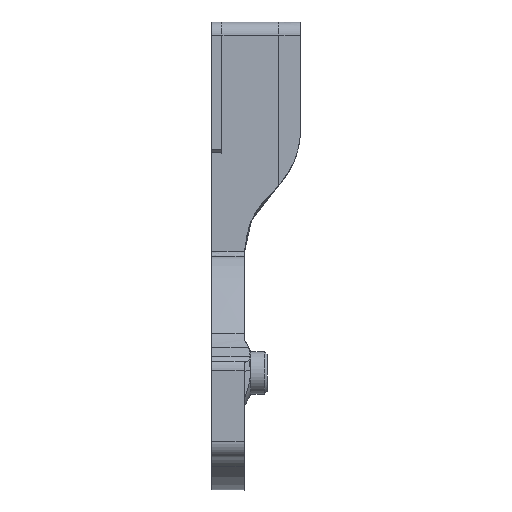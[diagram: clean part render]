
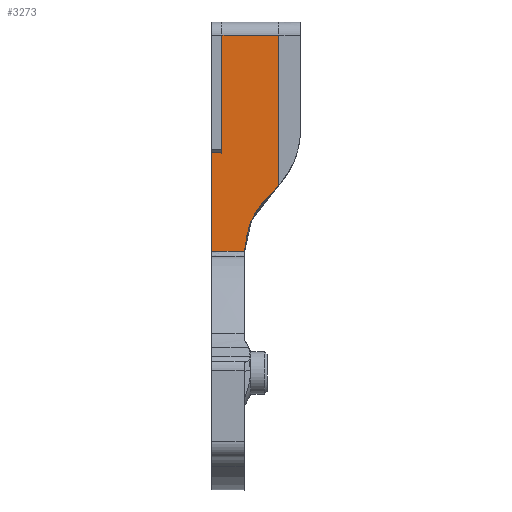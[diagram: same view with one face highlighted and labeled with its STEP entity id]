
A CAD part, front view. The second image highlights one B-rep face of the part: STEP entity #3273.
In plain terms, the highlighted planar face has unit normal (0, -1, 0).
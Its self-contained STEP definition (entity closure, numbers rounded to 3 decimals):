
#314=LINE('',#4841,#596);
#315=LINE('',#4843,#597);
#316=LINE('',#4845,#598);
#317=LINE('',#4847,#599);
#318=LINE('',#4848,#600);
#596=VECTOR('',#3807,10.);
#597=VECTOR('',#3808,10.);
#598=VECTOR('',#3809,10.);
#599=VECTOR('',#3810,10.);
#600=VECTOR('',#3811,10.);
#878=(
BOUNDED_CURVE()
B_SPLINE_CURVE(5,(#4829,#4830,#4831,#4832,#4833,#4834,#4835,#4836,#4837,
#4838,#4839),.UNSPECIFIED.,.F.,.F.)
B_SPLINE_CURVE_WITH_KNOTS((6,1,1,1,1,1,6),(0.014,0.067,
0.133,0.2,0.267,0.333,0.397),
 .UNSPECIFIED.)
CURVE()
GEOMETRIC_REPRESENTATION_ITEM()
RATIONAL_B_SPLINE_CURVE((1.,1.,1.,1.,1.,1.,1.,1.,1.,1.,1.))
REPRESENTATION_ITEM('')
);
#895=PLANE('',#3468);
#975=FACE_OUTER_BOUND('',#1156,.T.);
#1156=EDGE_LOOP('',(#2255,#2256,#2257,#2258,#2259,#2260,#2261));
#1371=B_SPLINE_CURVE_WITH_KNOTS('',3,(#4806,#4807,#4808,#4809),
 .UNSPECIFIED.,.F.,.F.,(4,4),(-0.005,0.5),
 .UNSPECIFIED.);
#1409=VERTEX_POINT('',#4778);
#1411=VERTEX_POINT('',#4805);
#1414=VERTEX_POINT('',#4828);
#1415=VERTEX_POINT('',#4840);
#1416=VERTEX_POINT('',#4842);
#1417=VERTEX_POINT('',#4844);
#1418=VERTEX_POINT('',#4846);
#1744=EDGE_CURVE('',#1409,#1411,#1371,.T.);
#1748=EDGE_CURVE('',#1409,#1414,#878,.T.);
#1749=EDGE_CURVE('',#1415,#1414,#314,.T.);
#1750=EDGE_CURVE('',#1416,#1415,#315,.T.);
#1751=EDGE_CURVE('',#1416,#1417,#316,.T.);
#1752=EDGE_CURVE('',#1417,#1418,#317,.T.);
#1753=EDGE_CURVE('',#1418,#1411,#318,.T.);
#2255=ORIENTED_EDGE('',*,*,#1744,.F.);
#2256=ORIENTED_EDGE('',*,*,#1748,.T.);
#2257=ORIENTED_EDGE('',*,*,#1749,.F.);
#2258=ORIENTED_EDGE('',*,*,#1750,.F.);
#2259=ORIENTED_EDGE('',*,*,#1751,.T.);
#2260=ORIENTED_EDGE('',*,*,#1752,.T.);
#2261=ORIENTED_EDGE('',*,*,#1753,.T.);
#3273=ADVANCED_FACE('',(#975),#895,.T.);
#3468=AXIS2_PLACEMENT_3D('',#4827,#3805,#3806);
#3805=DIRECTION('center_axis',(0.,-1.,
0.));
#3806=DIRECTION('ref_axis',(0.,0.,-1.));
#3807=DIRECTION('',(0.,0.,-1.));
#3808=DIRECTION('',(1.,0.,0.));
#3809=DIRECTION('',(0.,0.,-1.));
#3810=DIRECTION('',(-1.,0.,0.));
#3811=DIRECTION('',(0.,0.,-1.));
#4778=CARTESIAN_POINT('',(-2.453,153.99,-61.409));
#4805=CARTESIAN_POINT('',(-7.5,153.99,-61.409));
#4806=CARTESIAN_POINT('Ctrl Pts',(-2.453,153.99,-61.409));
#4807=CARTESIAN_POINT('Ctrl Pts',(-4.135,153.99,-61.409));
#4808=CARTESIAN_POINT('Ctrl Pts',(-5.818,153.99,-61.409));
#4809=CARTESIAN_POINT('Ctrl Pts',(-7.5,153.99,-61.409));
#4827=CARTESIAN_POINT('Origin',(-7.5,153.99,-26.282));
#4828=CARTESIAN_POINT('',(2.803,153.99,-51.282));
#4829=CARTESIAN_POINT('Ctrl Pts',(-2.453,153.99,-61.409));
#4830=CARTESIAN_POINT('Ctrl Pts',(-2.41,153.99,-60.915));
#4831=CARTESIAN_POINT('Ctrl Pts',(-2.293,153.99,-59.851));
#4832=CARTESIAN_POINT('Ctrl Pts',(-2.032,153.99,-58.371));
#4833=CARTESIAN_POINT('Ctrl Pts',(-1.52,153.99,-56.713));
#4834=CARTESIAN_POINT('Ctrl Pts',(-0.643,153.99,-55.095));
#4835=CARTESIAN_POINT('Ctrl Pts',(0.448,153.99,-53.754));
#4836=CARTESIAN_POINT('Ctrl Pts',(1.399,153.99,-52.789));
#4837=CARTESIAN_POINT('Ctrl Pts',(2.115,153.99,-52.05));
#4838=CARTESIAN_POINT('Ctrl Pts',(2.579,153.99,-51.539));
#4839=CARTESIAN_POINT('Ctrl Pts',(2.803,153.99,-51.282));
#4840=CARTESIAN_POINT('',(2.803,153.99,-28.282));
#4841=CARTESIAN_POINT('',(2.803,153.99,-26.282));
#4842=CARTESIAN_POINT('',(-5.9,153.99,-28.282));
#4843=CARTESIAN_POINT('',(-7.5,153.99,-28.282));
#4844=CARTESIAN_POINT('',(-5.9,153.99,-46.282));
#4845=CARTESIAN_POINT('',(-5.9,153.99,-44.201));
#4846=CARTESIAN_POINT('',(-7.5,153.99,-46.282));
#4847=CARTESIAN_POINT('',(-7.5,153.99,-46.282));
#4848=CARTESIAN_POINT('',(-7.5,153.99,-26.282));
